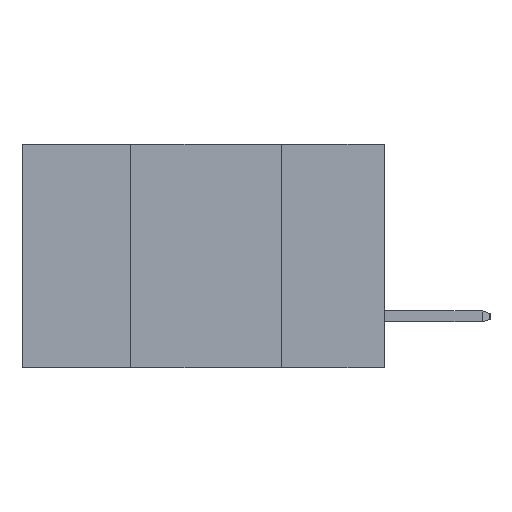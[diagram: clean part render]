
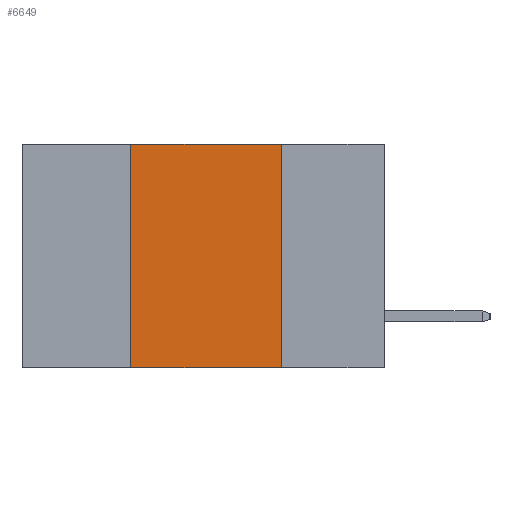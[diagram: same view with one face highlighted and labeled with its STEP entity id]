
A CAD part, left-side view. The second image highlights one B-rep face of the part: STEP entity #6649.
In plain terms, the highlighted planar face has unit normal (-1, 0, 0).
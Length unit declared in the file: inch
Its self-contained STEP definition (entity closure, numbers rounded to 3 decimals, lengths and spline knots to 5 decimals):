
#400 = LINE ( 'NONE', #5418, #8577 ) ;
#563 = DIRECTION ( 'NONE',  ( 0., 0., 1. ) ) ;
#1476 = LINE ( 'NONE', #8004, #4889 ) ;
#1572 = ORIENTED_EDGE ( 'NONE', *, *, #12890, .F. ) ;
#1855 = DIRECTION ( 'NONE',  ( 0., -1., 0. ) ) ;
#3223 = VERTEX_POINT ( 'NONE', #10358 ) ;
#3693 = CARTESIAN_POINT ( 'NONE',  ( 0., 0.42, -0.37 ) ) ;
#3793 = DIRECTION ( 'NONE',  ( 0., 0., -1. ) ) ;
#4377 = CARTESIAN_POINT ( 'NONE',  ( 0., 0.6, 0. ) ) ;
#4889 = VECTOR ( 'NONE', #1855, 39.37008 ) ;
#4926 = VECTOR ( 'NONE', #563, 39.37008 ) ;
#5418 = CARTESIAN_POINT ( 'NONE',  ( 0., 0.17, -0.37 ) ) ;
#5941 = VERTEX_POINT ( 'NONE', #8696 ) ;
#6129 = VECTOR ( 'NONE', #10388, 39.37008 ) ;
#6240 = EDGE_LOOP ( 'NONE', ( #6490, #11156, #1572, #6575 ) ) ;
#6444 = VERTEX_POINT ( 'NONE', #7537 ) ;
#6478 = VERTEX_POINT ( 'NONE', #8602 ) ;
#6490 = ORIENTED_EDGE ( 'NONE', *, *, #9574, .F. ) ;
#6575 = ORIENTED_EDGE ( 'NONE', *, *, #7308, .T. ) ;
#6649 = ADVANCED_FACE ( 'NONE', ( #7132 ), #12793, .F. ) ;
#7132 = FACE_OUTER_BOUND ( 'NONE', #6240, .T. ) ;
#7308 = EDGE_CURVE ( 'NONE', #5941, #6478, #1476, .T. ) ;
#7456 = AXIS2_PLACEMENT_3D ( 'NONE', #7845, #9840, #3793 ) ;
#7537 = CARTESIAN_POINT ( 'NONE',  ( 0., 0.42, 0. ) ) ;
#7845 = CARTESIAN_POINT ( 'NONE',  ( 0., 0.6, 0. ) ) ;
#8004 = CARTESIAN_POINT ( 'NONE',  ( 0., 0.6, -0.37 ) ) ;
#8527 = DIRECTION ( 'NONE',  ( 0., 0., -1. ) ) ;
#8577 = VECTOR ( 'NONE', #8527, 39.37008 ) ;
#8602 = CARTESIAN_POINT ( 'NONE',  ( 0., 0.17, -0.37 ) ) ;
#8696 = CARTESIAN_POINT ( 'NONE',  ( 0., 0.42, -0.37 ) ) ;
#8916 = EDGE_CURVE ( 'NONE', #6444, #3223, #9129, .T. ) ;
#9129 = LINE ( 'NONE', #4377, #6129 ) ;
#9574 = EDGE_CURVE ( 'NONE', #3223, #6478, #400, .T. ) ;
#9840 = DIRECTION ( 'NONE',  ( 1., 0., 0. ) ) ;
#10358 = CARTESIAN_POINT ( 'NONE',  ( 0., 0.17, 0. ) ) ;
#10388 = DIRECTION ( 'NONE',  ( 0., -1., 0. ) ) ;
#11156 = ORIENTED_EDGE ( 'NONE', *, *, #8916, .F. ) ;
#12793 = PLANE ( 'NONE',  #7456 ) ;
#12890 = EDGE_CURVE ( 'NONE', #5941, #6444, #12925, .T. ) ;
#12925 = LINE ( 'NONE', #3693, #4926 ) ;
